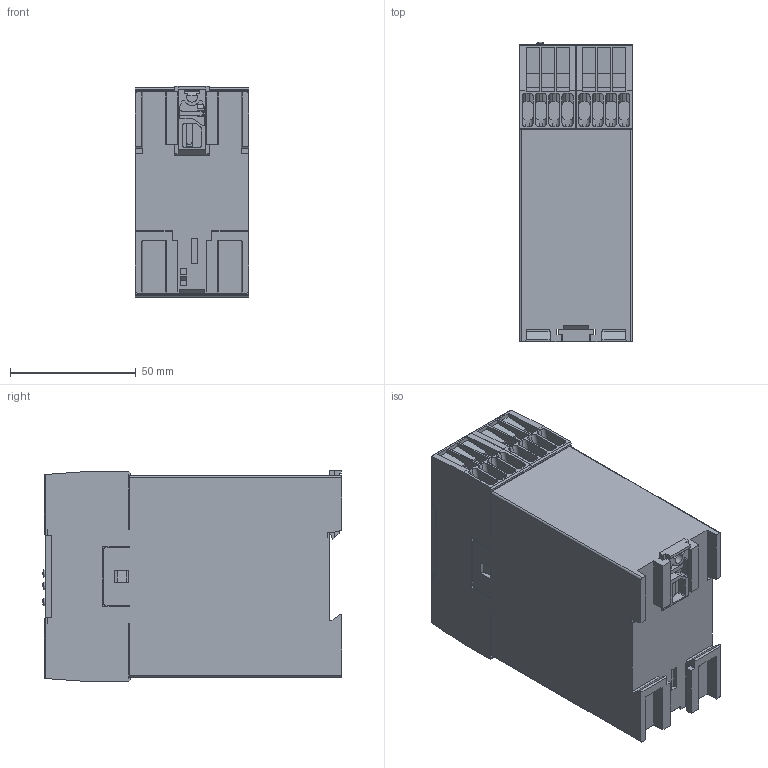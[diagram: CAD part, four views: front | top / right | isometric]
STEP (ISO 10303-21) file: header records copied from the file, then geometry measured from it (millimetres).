
FILE_DESCRIPTION((''),'2;1');
FILE_NAME('147064_SM01_ASM','2025-07-24T16:37:26',('banengservice'),('BANNER ENGINEERING'),'CREO PARAMETRIC BY PTC INC, 2022414','CREO PARAMETRIC BY PTC INC, 2022414','');
FILE_SCHEMA(('CONFIG_CONTROL_DESIGN'));
Length unit declared in the file: millimetre
Products named in the file (2): 147064_EP01; 147064_SM01_ASM
Assembly tree (1 placements, depth 2):
  147064_SM01_ASM
    147064_EP01
Bounding box: 45 x 119.15 x 84.14 mm (x, y, z)
Volume: 397456.2 mm3; surface area: 58793.3 mm2
Topology: 1 solids, 1 shells, 1304 faces, 3687 edges, 2439 vertices
Faces by surface type: plane 957, cylinder 285, torus 56, sphere 6
Entity records: 43066 total; most frequent: CARTESIAN_POINT 8851, ORIENTED_EDGE 7362, DIRECTION 6850, EDGE_CURVE 3681, VECTOR 2748, LINE 2748, VERTEX_POINT 2439, AXIS2_PLACEMENT_3D 2051
